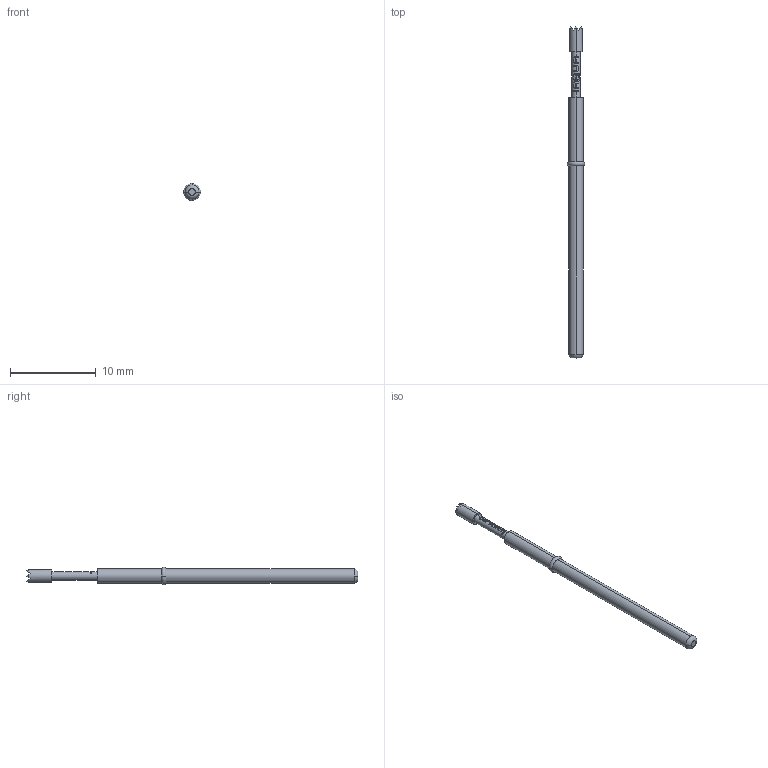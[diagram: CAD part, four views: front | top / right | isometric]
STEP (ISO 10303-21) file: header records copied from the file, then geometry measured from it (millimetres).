
FILE_DESCRIPTION (( 'STEP AP203' ), '1' );
FILE_NAME ('INGUN_GKS-112_306_150_X_xx08_0.STEP', '2016-11-17T13:48:22', ( '' ), ( '' ), 'SwSTEP 2.0', 'SolidWorks 2016', '' );
FILE_SCHEMA (( 'CONFIG_CONTROL_DESIGN' ));
Length unit declared in the file: millimetre
Products named in the file (1): INGUN_GKS-112_306_150_X_xx08_0
Bounding box: 2.03 x 38.7 x 2.03 mm (x, y, z)
Volume: 74 mm3; surface area: 195.9 mm2
Topology: 1 solids, 1 shells, 124 faces, 332 edges, 213 vertices
Faces by surface type: plane 71, cylinder 27, bspline 22, torus 4
Entity records: 4936 total; most frequent: CARTESIAN_POINT 1895, ORIENTED_EDGE 664, DIRECTION 572, EDGE_CURVE 332, VERTEX_POINT 213, AXIS2_PLACEMENT_3D 205, LINE 162, VECTOR 162
